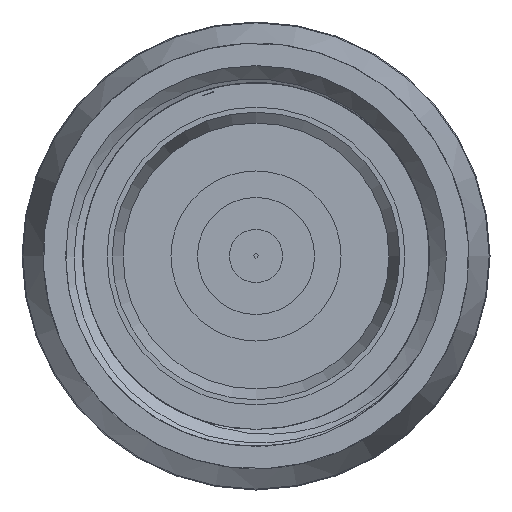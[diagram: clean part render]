
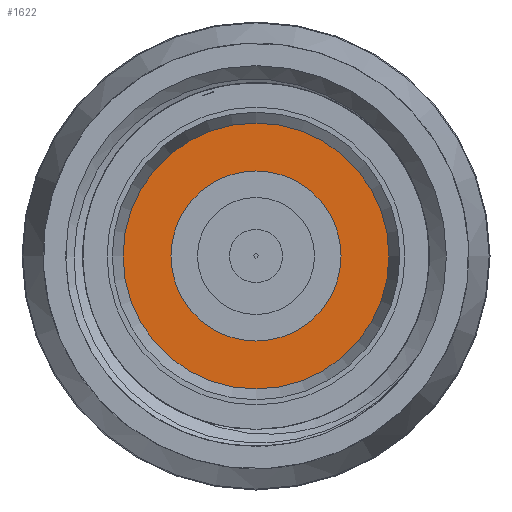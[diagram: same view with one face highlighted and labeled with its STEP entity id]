
A CAD part, left-side view. The second image highlights one B-rep face of the part: STEP entity #1622.
In plain terms, the highlighted planar face has unit normal (-1, 0, 0).
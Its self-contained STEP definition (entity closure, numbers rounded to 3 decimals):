
#67=FACE_BOUND($,#553,.T.);
#211=CIRCLE($,#1749,6.25);
#212=CIRCLE($,#1751,4.);
#429=FACE_OUTER_BOUND($,#552,.T.);
#552=EDGE_LOOP($,(#1176));
#553=EDGE_LOOP($,(#1177));
#783=VERTEX_POINT($,#3357);
#784=VERTEX_POINT($,#3360);
#928=EDGE_CURVE($,#783,#783,#211,.T.);
#929=EDGE_CURVE($,#784,#784,#212,.T.);
#1176=ORIENTED_EDGE($,*,*,#928,.F.);
#1177=ORIENTED_EDGE($,*,*,#929,.T.);
#1588=PLANE($,#1750);
#1622=ADVANCED_FACE($,(#429,#67),#1588,.F.);
#1749=AXIS2_PLACEMENT_3D($,#3358,#2064,#2065);
#1750=AXIS2_PLACEMENT_3D($,#3359,#2066,#2067);
#1751=AXIS2_PLACEMENT_3D($,#3361,#2068,#2069);
#2064=DIRECTION('center_axis',(1.,0.,0.));
#2065=DIRECTION('ref_axis',(0.,0.,-1.));
#2066=DIRECTION('center_axis',(1.,0.,0.));
#2067=DIRECTION('ref_axis',(0.,0.,-1.));
#2068=DIRECTION('center_axis',(1.,0.,0.));
#2069=DIRECTION('ref_axis',(0.,0.,-1.));
#3357=CARTESIAN_POINT('',(0.,0.,-6.25));
#3358=CARTESIAN_POINT('Origin',(0.,0.,0.));
#3359=CARTESIAN_POINT('Origin',(0.,0.,-4.));
#3360=CARTESIAN_POINT('',(0.,0.,-4.));
#3361=CARTESIAN_POINT('Origin',(0.,0.,0.));
